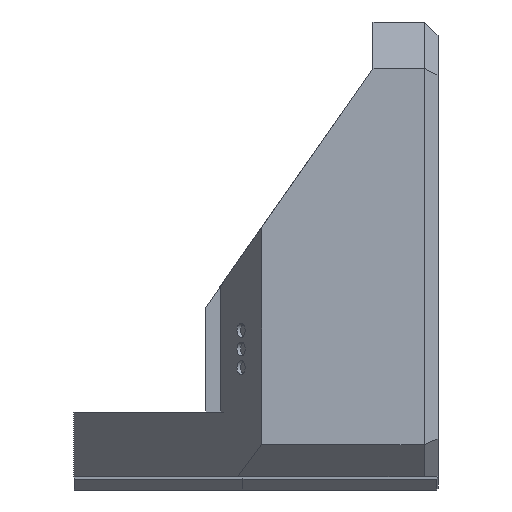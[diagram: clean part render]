
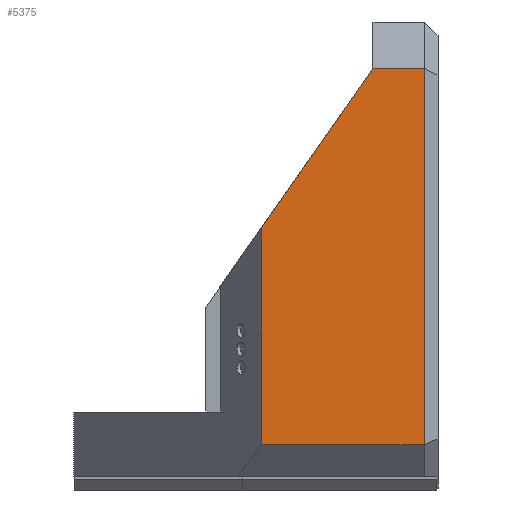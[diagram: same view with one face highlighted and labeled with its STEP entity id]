
A CAD part, left-side view. The second image highlights one B-rep face of the part: STEP entity #5375.
In plain terms, the highlighted planar face has unit normal (-1, 0, 0).
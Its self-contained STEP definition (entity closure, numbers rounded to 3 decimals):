
#445=FACE_OUTER_BOUND('',#764,.T.);
#764=EDGE_LOOP('',(#4466,#4467,#4468,#4469,#4470));
#1338=LINE('',#8534,#1982);
#1339=LINE('',#8537,#1983);
#1340=LINE('',#8539,#1984);
#1341=LINE('',#8541,#1985);
#1342=LINE('',#8542,#1986);
#1982=VECTOR('',#6964,10.);
#1983=VECTOR('',#6967,10.);
#1984=VECTOR('',#6968,10.);
#1985=VECTOR('',#6969,10.);
#1986=VECTOR('',#6970,10.);
#2511=VERTEX_POINT('',#8490);
#2524=VERTEX_POINT('',#8530);
#2525=VERTEX_POINT('',#8536);
#2526=VERTEX_POINT('',#8538);
#2527=VERTEX_POINT('',#8540);
#3203=EDGE_CURVE('',#2524,#2511,#1338,.T.);
#3204=EDGE_CURVE('',#2525,#2524,#1339,.T.);
#3205=EDGE_CURVE('',#2525,#2526,#1340,.T.);
#3206=EDGE_CURVE('',#2526,#2527,#1341,.T.);
#3207=EDGE_CURVE('',#2511,#2527,#1342,.T.);
#4466=ORIENTED_EDGE('',*,*,#3203,.F.);
#4467=ORIENTED_EDGE('',*,*,#3204,.F.);
#4468=ORIENTED_EDGE('',*,*,#3205,.T.);
#4469=ORIENTED_EDGE('',*,*,#3206,.T.);
#4470=ORIENTED_EDGE('',*,*,#3207,.F.);
#5092=PLANE('',#5786);
#5375=ADVANCED_FACE('',(#445),#5092,.T.);
#5786=AXIS2_PLACEMENT_3D('',#8535,#6965,#6966);
#6964=DIRECTION('',(0.,0.,-1.));
#6965=DIRECTION('center_axis',(-1.,0.,0.));
#6966=DIRECTION('ref_axis',(0.,-1.,0.));
#6967=DIRECTION('',(0.,-1.,0.));
#6968=DIRECTION('',(0.,0.574,-0.819));
#6969=DIRECTION('',(0.,0.,-1.));
#6970=DIRECTION('',(0.,1.,0.));
#8490=CARTESIAN_POINT('',(-26.25,1.5,3.5));
#8530=CARTESIAN_POINT('',(-26.25,1.5,44.));
#8534=CARTESIAN_POINT('',(-26.25,1.5,0.));
#8535=CARTESIAN_POINT('Origin',(-26.25,39.2,0.));
#8536=CARTESIAN_POINT('',(-26.25,7.,44.));
#8537=CARTESIAN_POINT('',(-26.25,29.4,44.));
#8538=CARTESIAN_POINT('',(-26.25,19.,26.862));
#8539=CARTESIAN_POINT('',(-26.25,31.633,8.82));
#8540=CARTESIAN_POINT('',(-26.25,19.,3.5));
#8541=CARTESIAN_POINT('',(-26.25,19.,3.5));
#8542=CARTESIAN_POINT('',(-26.25,29.4,3.5));
